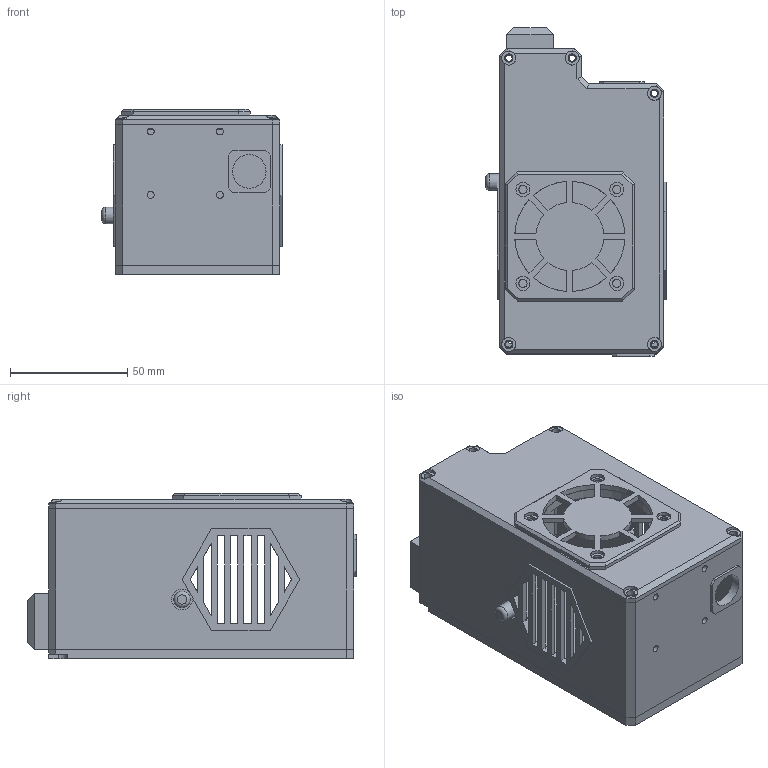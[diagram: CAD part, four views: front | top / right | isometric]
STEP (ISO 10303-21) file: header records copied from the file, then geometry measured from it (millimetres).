
FILE_DESCRIPTION(('HOOPS Exchange Step'),'2;1');
FILE_NAME('temp_export.step','2020-10-04T22:02:26+08:00',('mobile'),('Shapr3D Limited'),'HOOPS Exchange 2020.2','Shapr3D','Authorized');
FILE_SCHEMA( ('AP203_CONFIGURATION_CONTROLLED_3D_DESIGN_OF_MECHANICAL_PARTS_AND_ASSEMBLIES_MIM_LF') );
Length unit declared in the file: millimetre
Products named in the file (1): temp_export.x_b
Bounding box: 76.8 x 140 x 70.5 mm (x, y, z)
Volume: 95512 mm3; surface area: 96046.7 mm2
Topology: 9 solids, 9 shells, 513 faces, 1481 edges, 1003 vertices
Faces by surface type: plane 429, cylinder 79, cone 4, torus 1
Full cylindrical faces by diameter (mm): 2.8 x8, 2.9 x4, 3 x7, 3.5 x16, 4 x1, 6 x13, 7 x3, 8 x1, 8.8 x1, 11 x1, 12 x1, 14.3 x1, 16.3 x1, 17 x1, 47 x1
Entity records: 17138 total; most frequent: CARTESIAN_POINT 3041, ORIENTED_EDGE 2962, DIRECTION 2738, EDGE_CURVE 1481, VECTOR 1212, LINE 1212, VERTEX_POINT 1003, AXIS2_PLACEMENT_3D 763
